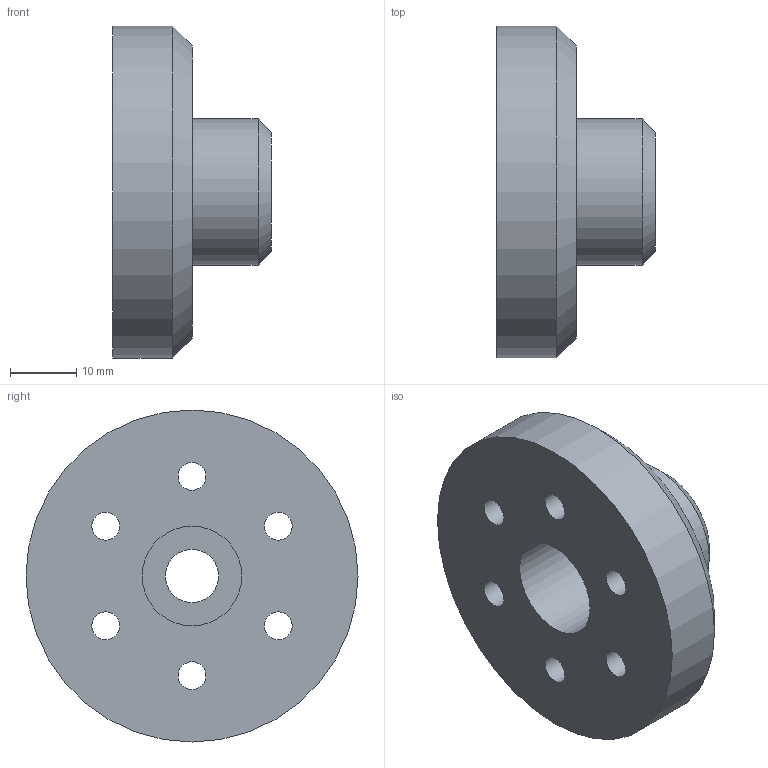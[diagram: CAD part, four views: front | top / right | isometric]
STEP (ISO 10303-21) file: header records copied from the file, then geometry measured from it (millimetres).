
FILE_DESCRIPTION(/* description */ (''),/* implementation_level */ '2;1');
FILE_NAME(/* name */ '',/* time_stamp */ '2025-08-29T00:41:42+08:00',/* author */ ('Piw'),/* organization */ (''),/* preprocessor_version */ 'ST-DEVELOPER v20',/* originating_system */ 'Autodesk Inventor 2025',/* authorisation */ '');
FILE_SCHEMA (('AUTOMOTIVE_DESIGN { 1 0 10303 214 3 1 1 }'));
Length unit declared in the file: millimetre
Products named in the file (1): 导轮架
Bounding box: 23.9 x 50 x 50 mm (x, y, z)
Volume: 22376.5 mm3; surface area: 8216.1 mm2
Topology: 1 solids, 1 shells, 28 faces, 63 edges, 39 vertices
Faces by surface type: cylinder 16, plane 10, cone 2
Full cylindrical faces by diameter (mm): 4.2 x6, 8 x7, 15 x1, 22 x1, 50 x1
Entity records: 871 total; most frequent: DIRECTION 166, CARTESIAN_POINT 131, ORIENTED_EDGE 126, AXIS2_PLACEMENT_3D 74, EDGE_CURVE 63, CIRCLE 45, EDGE_LOOP 44, VERTEX_POINT 39
